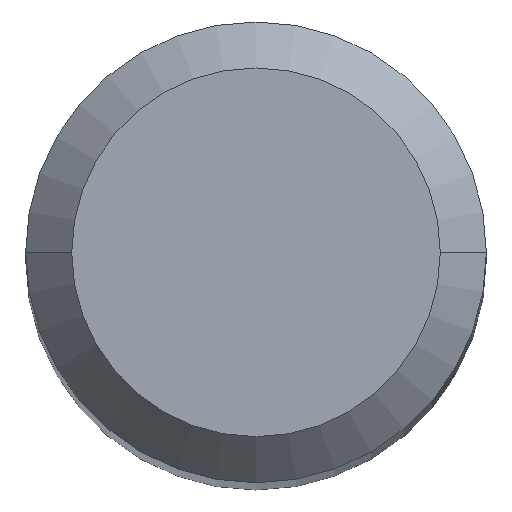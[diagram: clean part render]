
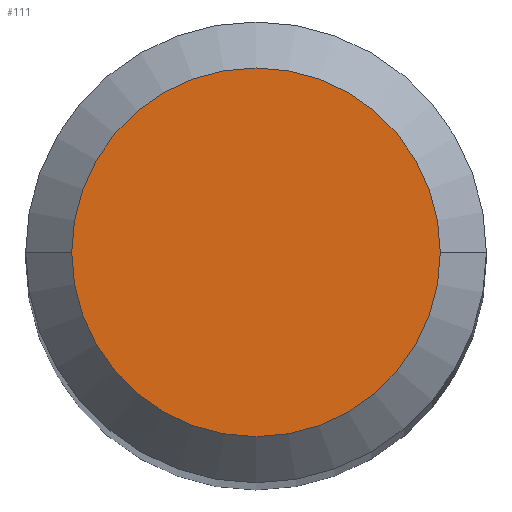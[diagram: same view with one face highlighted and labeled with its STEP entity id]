
A CAD part, top view. The second image highlights one B-rep face of the part: STEP entity #111.
In plain terms, the highlighted planar face has unit normal (0, 0, 1).
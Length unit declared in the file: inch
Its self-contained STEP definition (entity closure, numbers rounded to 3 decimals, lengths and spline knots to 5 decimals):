
#4 = FACE_OUTER_BOUND ( 'NONE', #295, .T. ) ;
#21 = AXIS2_PLACEMENT_3D ( 'NONE', #48, #382, #393 ) ;
#22 = CIRCLE ( 'NONE', #358, 0.04724 ) ;
#29 = CARTESIAN_POINT ( 'NONE',  ( 0., 0., 0. ) ) ;
#48 = CARTESIAN_POINT ( 'NONE',  ( 0., 0., 0. ) ) ;
#96 = CARTESIAN_POINT ( 'NONE',  ( 0.04724, 0., 0. ) ) ;
#108 = ORIENTED_EDGE ( 'NONE', *, *, #324, .T. ) ;
#111 = ADVANCED_FACE ( 'NONE', ( #4 ), #228, .F. ) ;
#112 = ORIENTED_EDGE ( 'NONE', *, *, #420, .T. ) ;
#138 = DIRECTION ( 'NONE',  ( 0., 0., 1. ) ) ;
#147 = CARTESIAN_POINT ( 'NONE',  ( -0.04724, 0., 0. ) ) ;
#164 = DIRECTION ( 'NONE',  ( 1., 0., 0. ) ) ;
#181 = DIRECTION ( 'NONE',  ( 1., 0., 0. ) ) ;
#207 = VERTEX_POINT ( 'NONE', #96 ) ;
#228 = PLANE ( 'NONE',  #21 ) ;
#289 = AXIS2_PLACEMENT_3D ( 'NONE', #330, #138, #164 ) ;
#295 = EDGE_LOOP ( 'NONE', ( #108, #112 ) ) ;
#301 = DIRECTION ( 'NONE',  ( 0., 0., 1. ) ) ;
#324 = EDGE_CURVE ( 'NONE', #375, #207, #461, .T. ) ;
#330 = CARTESIAN_POINT ( 'NONE',  ( 0., 0., 0. ) ) ;
#358 = AXIS2_PLACEMENT_3D ( 'NONE', #29, #301, #181 ) ;
#375 = VERTEX_POINT ( 'NONE', #147 ) ;
#382 = DIRECTION ( 'NONE',  ( 0., 0., -1. ) ) ;
#393 = DIRECTION ( 'NONE',  ( -1., 0., 0. ) ) ;
#420 = EDGE_CURVE ( 'NONE', #207, #375, #22, .T. ) ;
#461 = CIRCLE ( 'NONE', #289, 0.04724 ) ;
